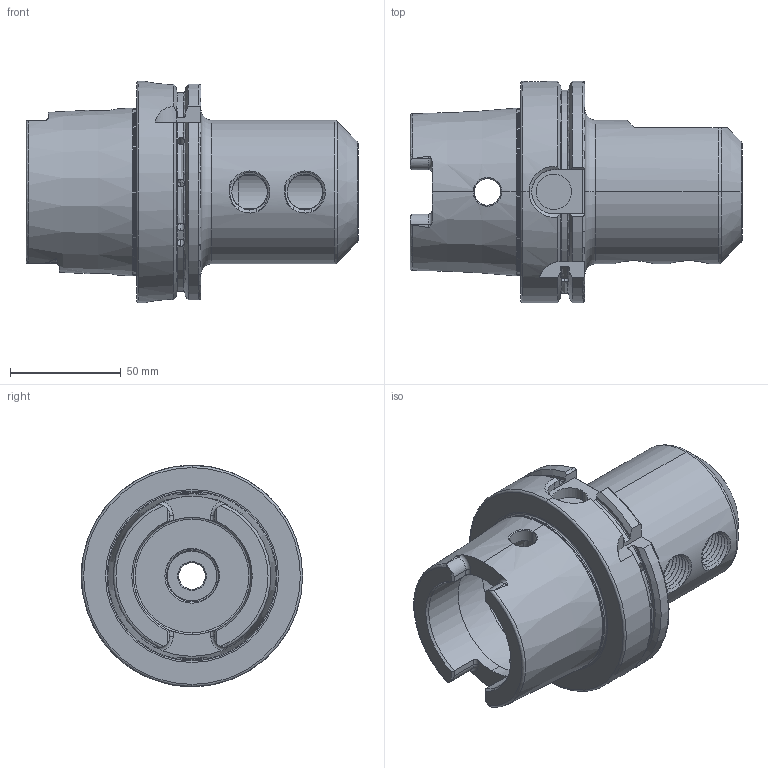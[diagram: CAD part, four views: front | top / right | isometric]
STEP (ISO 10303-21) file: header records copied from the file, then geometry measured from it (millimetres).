
FILE_DESCRIPTION (( 'STEP AP203' ), '1' );
FILE_NAME ('A100.04.25.K.STEP', '2016-10-07T07:33:21', ( '' ), ( '' ), 'SwSTEP 2.0', 'SolidWorks 2012', '' );
FILE_SCHEMA (( 'CONFIG_CONTROL_DESIGN' ));
Products named in the file (1): A100.04.25.K
Bounding box: 150 x 100 x 100 mm (x, y, z)
Volume: 432020.9 mm3; surface area: 73654.3 mm2
Topology: 1 solids, 1 shells, 348 faces, 979 edges, 628 vertices
Faces by surface type: cylinder 147, plane 70, torus 55, bspline 42, cone 34
Entity records: 44968 total; most frequent: CARTESIAN_POINT 36884, ORIENTED_EDGE 1938, DIRECTION 1380, EDGE_CURVE 969, VERTEX_POINT 628, AXIS2_PLACEMENT_3D 561, EDGE_LOOP 363, B_SPLINE_CURVE_WITH_KNOTS 359
